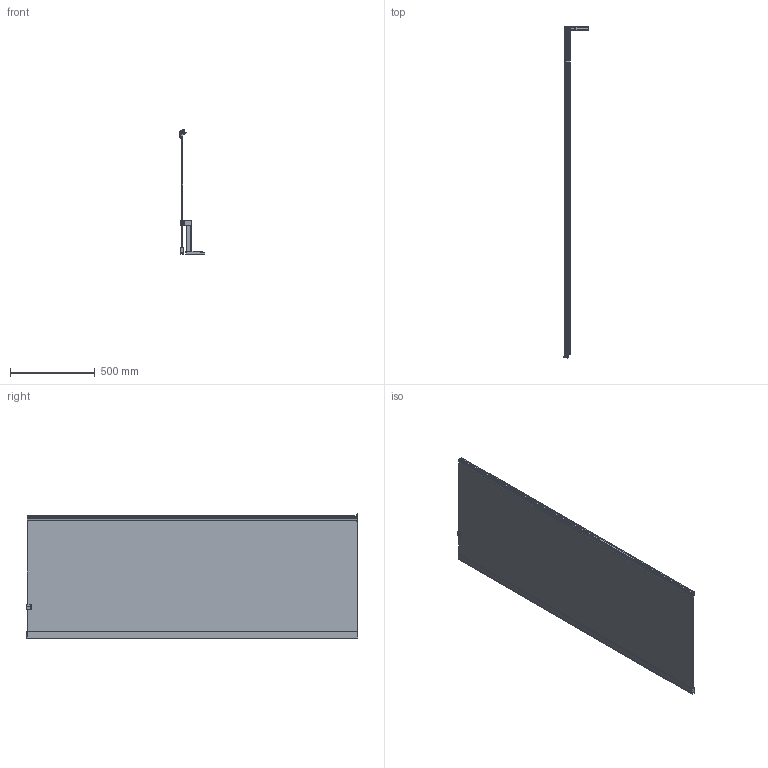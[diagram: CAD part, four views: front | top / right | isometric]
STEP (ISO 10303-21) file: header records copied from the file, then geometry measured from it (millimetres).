
FILE_DESCRIPTION (( 'STEP AP214' ), '1' );
FILE_NAME ('aqr76-735x1950.STEP', '2020-04-20T01:08:48', ( '' ), ( '' ), 'SwSTEP 2.0', 'SolidWorks 2016', '' );
FILE_SCHEMA (( 'AUTOMOTIVE_DESIGN' ));
Length unit declared in the file: millimetre
Products named in the file (1): aqr76-735x1950
Bounding box: 150.69 x 1956.3 x 732.39 mm (x, y, z)
Volume: 12256798.7 mm3; surface area: 3187993.5 mm2
Topology: 1 solids, 1 shells, 844 faces, 2320 edges, 1463 vertices
Faces by surface type: plane 359, cylinder 268, bspline 193, cone 24
Entity records: 40336 total; most frequent: CARTESIAN_POINT 11896, ORIENTED_EDGE 4632, DIRECTION 3662, EDGE_CURVE 2316, VERTEX_POINT 1463, VECTOR 1244, LINE 1244, AXIS2_PLACEMENT_3D 1209
